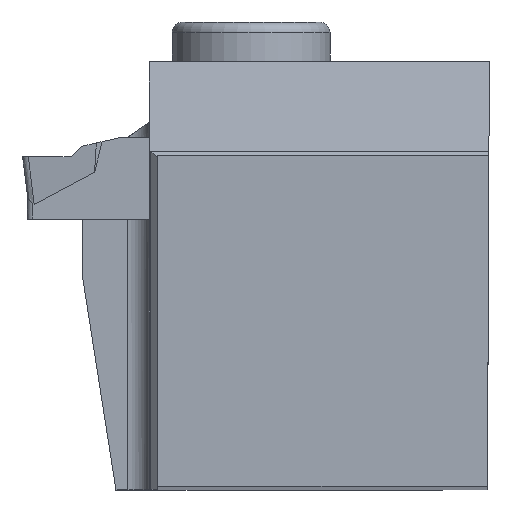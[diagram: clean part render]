
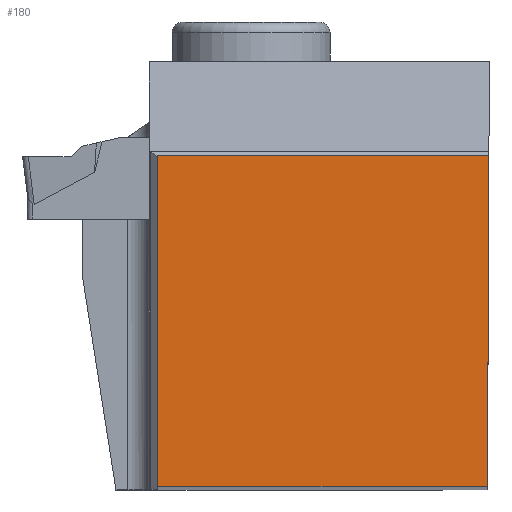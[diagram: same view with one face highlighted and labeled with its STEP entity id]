
A CAD part, top view. The second image highlights one B-rep face of the part: STEP entity #180.
In plain terms, the highlighted planar face has unit normal (0, 0, 1).
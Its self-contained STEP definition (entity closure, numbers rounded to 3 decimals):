
#180=ADVANCED_FACE('BLANK_BOXF006',(#292),#234,.F.);
#234=PLANE('',#1388);
#292=FACE_OUTER_BOUND('',#353,.T.);
#353=EDGE_LOOP('',(#627,#628,#629,#630));
#627=ORIENTED_EDGE('',*,*,#967,.F.);
#628=ORIENTED_EDGE('',*,*,#956,.F.);
#629=ORIENTED_EDGE('',*,*,#968,.F.);
#630=ORIENTED_EDGE('',*,*,#969,.F.);
#808=VERTEX_POINT('',#2132);
#809=VERTEX_POINT('',#2134);
#816=VERTEX_POINT('',#2155);
#817=VERTEX_POINT('',#2157);
#956=EDGE_CURVE('',#808,#809,#1094,.T.);
#967=EDGE_CURVE('',#809,#816,#1105,.T.);
#968=EDGE_CURVE('',#817,#808,#1106,.T.);
#969=EDGE_CURVE('',#816,#817,#1107,.T.);
#1094=LINE('',#2133,#1233);
#1105=LINE('',#2154,#1244);
#1106=LINE('',#2156,#1245);
#1107=LINE('',#2158,#1246);
#1233=VECTOR('',#1635,1.);
#1244=VECTOR('',#1652,1.);
#1245=VECTOR('',#1653,1.);
#1246=VECTOR('',#1654,1.);
#1388=AXIS2_PLACEMENT_3D('',#2159,#1655,#1656);
#1635=DIRECTION('',(-1.,0.,0.));
#1652=DIRECTION('',(0.,1.,0.));
#1653=DIRECTION('',(-0.004,-1.,0.));
#1654=DIRECTION('',(1.,0.,0.));
#1655=DIRECTION('',(0.,0.,-1.));
#1656=DIRECTION('',(0.,-1.,0.));
#2132=CARTESIAN_POINT('',(-0.109,0.,0.));
#2133=CARTESIAN_POINT('',(151.025,0.,0.));
#2134=CARTESIAN_POINT('',(-24.875,0.,0.));
#2154=CARTESIAN_POINT('',(-24.875,-151.025,0.));
#2155=CARTESIAN_POINT('',(-24.875,24.875,0.));
#2156=CARTESIAN_POINT('',(0.55,151.024,0.));
#2157=CARTESIAN_POINT('',(0.,24.875,0.));
#2158=CARTESIAN_POINT('',(-151.025,24.875,0.));
#2159=CARTESIAN_POINT('',(-30.5,-5.,0.));
